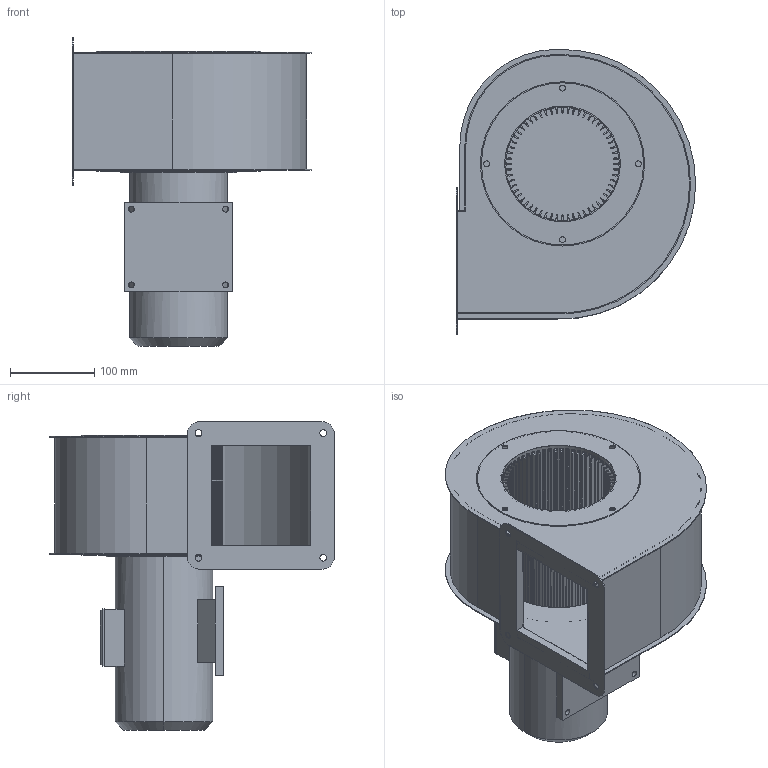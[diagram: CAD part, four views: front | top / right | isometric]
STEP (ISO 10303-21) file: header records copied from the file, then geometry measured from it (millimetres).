
FILE_DESCRIPTION (( 'STEP AP214' ), '1' );
FILE_NAME ('DIC_140.STEP', '2017-04-03T07:14:10', ( '' ), ( '' ), 'SwSTEP 2.0', 'SolidWorks 2016', '' );
FILE_SCHEMA (( 'AUTOMOTIVE_DESIGN' ));
Length unit declared in the file: millimetre
Products named in the file (1): DIC_140
Bounding box: 284.08 x 338.5 x 366.3 mm (x, y, z)
Volume: 3053264.4 mm3; surface area: 898772.8 mm2
Topology: 1 solids, 1 shells, 1671 faces, 4057 edges, 2336 vertices
Faces by surface type: plane 666, cylinder 528, torus 209, sphere 146, bspline 120, cone 2
Entity records: 68905 total; most frequent: CARTESIAN_POINT 12733, DIRECTION 8356, ORIENTED_EDGE 7650, EDGE_CURVE 3825, AXIS2_PLACEMENT_3D 3239, VERTEX_POINT 2284, LINE 1878, VECTOR 1878
